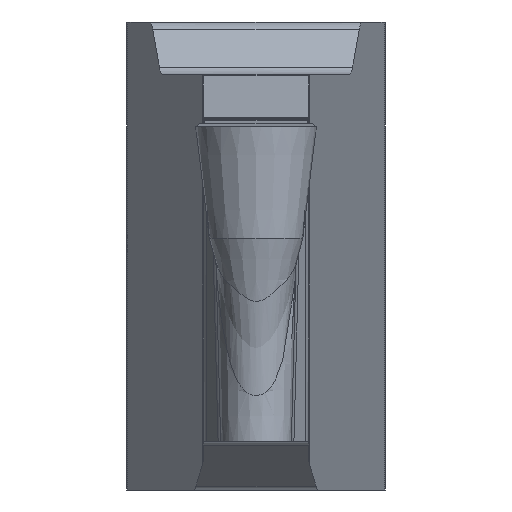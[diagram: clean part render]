
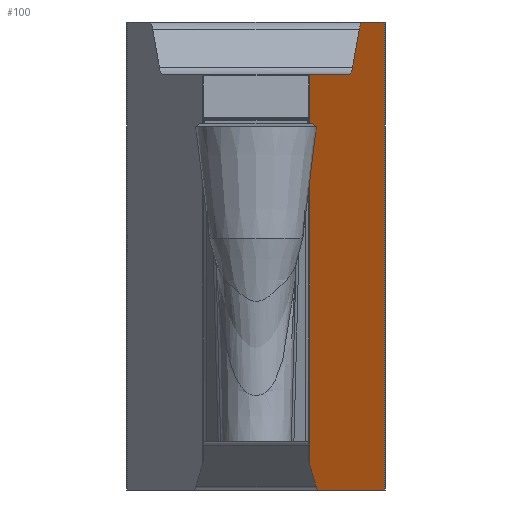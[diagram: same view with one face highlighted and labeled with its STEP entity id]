
A CAD part, front view. The second image highlights one B-rep face of the part: STEP entity #100.
In plain terms, the highlighted planar face has unit normal (0.985, -0.174, 0).
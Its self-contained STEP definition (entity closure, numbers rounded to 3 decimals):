
#80=ELLIPSE('',#1208,0.305,0.3);
#81=ELLIPSE('',#1209,0.305,0.3);
#82=ELLIPSE('',#1210,0.254,0.25);
#83=ELLIPSE('',#1211,0.355,0.35);
#100=ADVANCED_FACE('',(#185),#161,.F.);
#161=PLANE('',#1212);
#185=FACE_OUTER_BOUND('',#246,.T.);
#246=EDGE_LOOP('',(#363,#364,#365,#366,#367,#368,#369,#370,#371,#372,#373,
#374,#375,#376));
#363=ORIENTED_EDGE('',*,*,#814,.F.);
#364=ORIENTED_EDGE('',*,*,#815,.T.);
#365=ORIENTED_EDGE('',*,*,#816,.F.);
#366=ORIENTED_EDGE('',*,*,#817,.T.);
#367=ORIENTED_EDGE('',*,*,#818,.F.);
#368=ORIENTED_EDGE('',*,*,#819,.F.);
#369=ORIENTED_EDGE('',*,*,#820,.T.);
#370=ORIENTED_EDGE('',*,*,#821,.T.);
#371=ORIENTED_EDGE('',*,*,#822,.T.);
#372=ORIENTED_EDGE('',*,*,#823,.T.);
#373=ORIENTED_EDGE('',*,*,#824,.T.);
#374=ORIENTED_EDGE('',*,*,#825,.T.);
#375=ORIENTED_EDGE('',*,*,#826,.F.);
#376=ORIENTED_EDGE('',*,*,#827,.T.);
#703=VERTEX_POINT('',#1679);
#704=VERTEX_POINT('',#1680);
#705=VERTEX_POINT('',#1682);
#706=VERTEX_POINT('',#1684);
#707=VERTEX_POINT('',#1686);
#708=VERTEX_POINT('',#1688);
#709=VERTEX_POINT('',#1690);
#710=VERTEX_POINT('',#1692);
#711=VERTEX_POINT('',#1694);
#712=VERTEX_POINT('',#1699);
#713=VERTEX_POINT('',#1704);
#714=VERTEX_POINT('',#1706);
#715=VERTEX_POINT('',#1708);
#716=VERTEX_POINT('',#1710);
#814=EDGE_CURVE('',#703,#704,#973,.T.);
#815=EDGE_CURVE('',#703,#705,#80,.T.);
#816=EDGE_CURVE('',#706,#705,#974,.T.);
#817=EDGE_CURVE('',#706,#707,#81,.T.);
#818=EDGE_CURVE('',#708,#707,#975,.T.);
#819=EDGE_CURVE('',#709,#708,#82,.T.);
#820=EDGE_CURVE('',#709,#710,#976,.T.);
#821=EDGE_CURVE('',#710,#711,#977,.T.);
#822=EDGE_CURVE('',#711,#712,#1129,.T.);
#823=EDGE_CURVE('',#712,#713,#1130,.T.);
#824=EDGE_CURVE('',#713,#714,#978,.T.);
#825=EDGE_CURVE('',#714,#715,#83,.T.);
#826=EDGE_CURVE('',#716,#715,#979,.T.);
#827=EDGE_CURVE('',#716,#704,#980,.T.);
#973=LINE('',#1678,#1053);
#974=LINE('',#1683,#1054);
#975=LINE('',#1687,#1055);
#976=LINE('',#1691,#1056);
#977=LINE('',#1693,#1057);
#978=LINE('',#1705,#1058);
#979=LINE('',#1709,#1059);
#980=LINE('',#1711,#1060);
#1053=VECTOR('',#1334,1.);
#1054=VECTOR('',#1337,1.);
#1055=VECTOR('',#1340,1.);
#1056=VECTOR('',#1343,1.);
#1057=VECTOR('',#1344,1.);
#1058=VECTOR('',#1345,1.);
#1059=VECTOR('',#1348,1.);
#1060=VECTOR('',#1349,1.);
#1129=B_SPLINE_CURVE_WITH_KNOTS('',3,(#1695,#1696,#1697,#1698),
 .UNSPECIFIED.,.F.,.F.,(4,4),(0.,1.),.UNSPECIFIED.);
#1130=B_SPLINE_CURVE_WITH_KNOTS('',3,(#1700,#1701,#1702,#1703),
 .UNSPECIFIED.,.F.,.F.,(4,4),(0.,1.),.UNSPECIFIED.);
#1208=AXIS2_PLACEMENT_3D('',#1681,#1335,#1336);
#1209=AXIS2_PLACEMENT_3D('',#1685,#1338,#1339);
#1210=AXIS2_PLACEMENT_3D('',#1689,#1341,#1342);
#1211=AXIS2_PLACEMENT_3D('',#1707,#1346,#1347);
#1212=AXIS2_PLACEMENT_3D('',#1712,#1350,#1351);
#1334=DIRECTION('',(0.174,0.985,0.));
#1335=DIRECTION('',(0.985,-0.174,0.));
#1336=DIRECTION('',(0.174,0.985,0.));
#1337=DIRECTION('',(0.124,0.702,0.702));
#1338=DIRECTION('',(-0.985,0.174,0.));
#1339=DIRECTION('',(-0.174,-0.985,0.));
#1340=DIRECTION('',(0.174,0.985,0.));
#1341=DIRECTION('',(-0.985,0.174,0.));
#1342=DIRECTION('',(-0.174,-0.985,0.));
#1343=DIRECTION('',(0.,0.,-1.));
#1344=DIRECTION('',(0.151,0.856,-0.494));
#1345=DIRECTION('',(0.151,0.856,-0.494));
#1346=DIRECTION('',(0.985,-0.174,0.));
#1347=DIRECTION('',(0.174,0.985,0.));
#1348=DIRECTION('',(-0.174,-0.985,0.));
#1349=DIRECTION('',(0.,0.,1.));
#1350=DIRECTION('',(-0.985,0.174,0.));
#1351=DIRECTION('',(-0.174,-0.985,0.));
#1678=CARTESIAN_POINT('',(0.671,-8.683,1.295));
#1679=CARTESIAN_POINT('',(1.316,-5.026,1.295));
#1680=CARTESIAN_POINT('',(1.585,-3.498,1.295));
#1681=CARTESIAN_POINT('',(1.316,-5.026,0.995));
#1682=CARTESIAN_POINT('',(1.278,-5.238,1.208));
#1683=CARTESIAN_POINT('',(1.288,-5.179,1.266));
#1684=CARTESIAN_POINT('',(1.195,-5.708,0.738));
#1685=CARTESIAN_POINT('',(1.158,-5.92,0.95));
#1686=CARTESIAN_POINT('',(1.158,-5.92,0.65));
#1687=CARTESIAN_POINT('',(0.65,-8.8,0.65));
#1688=CARTESIAN_POINT('',(0.673,-8.668,0.65));
#1689=CARTESIAN_POINT('',(0.673,-8.668,0.4));
#1690=CARTESIAN_POINT('',(0.665,-8.714,0.646));
#1691=CARTESIAN_POINT('',(0.665,-8.714,-5.996));
#1692=CARTESIAN_POINT('',(0.665,-8.714,-4.191));
#1693=CARTESIAN_POINT('',(-0.032,-12.668,-1.908));
#1694=CARTESIAN_POINT('',(0.698,-8.527,-4.299));
#1695=CARTESIAN_POINT('',(0.698,-8.527,-4.299));
#1696=CARTESIAN_POINT('',(0.701,-8.51,-4.309));
#1697=CARTESIAN_POINT('',(0.704,-8.494,-4.318));
#1698=CARTESIAN_POINT('',(0.707,-8.477,-4.328));
#1699=CARTESIAN_POINT('',(0.707,-8.477,-4.328));
#1700=CARTESIAN_POINT('',(0.707,-8.477,-4.328));
#1701=CARTESIAN_POINT('',(0.707,-8.477,-4.328));
#1702=CARTESIAN_POINT('',(0.707,-8.477,-4.328));
#1703=CARTESIAN_POINT('',(0.707,-8.477,-4.328));
#1704=CARTESIAN_POINT('',(0.707,-8.477,-4.328));
#1705=CARTESIAN_POINT('',(0.653,-8.782,-4.152));
#1706=CARTESIAN_POINT('',(0.744,-8.268,-4.449));
#1707=CARTESIAN_POINT('',(0.775,-8.093,-4.145));
#1708=CARTESIAN_POINT('',(0.775,-8.093,-4.495));
#1709=CARTESIAN_POINT('',(0.716,-8.426,-4.495));
#1710=CARTESIAN_POINT('',(1.585,-3.498,-4.495));
#1711=CARTESIAN_POINT('',(1.585,-3.498,5.));
#1712=CARTESIAN_POINT('',(0.65,-8.8,5.));
